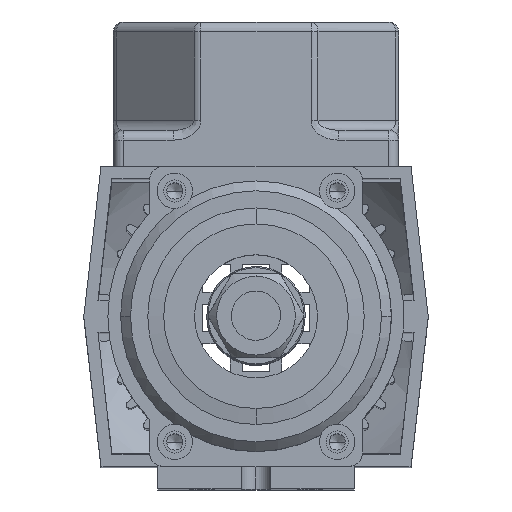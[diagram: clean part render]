
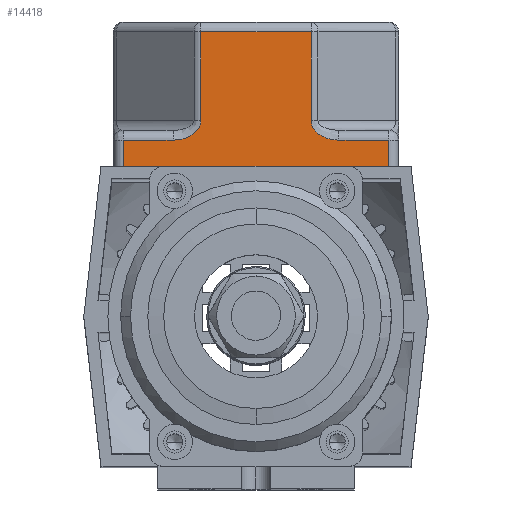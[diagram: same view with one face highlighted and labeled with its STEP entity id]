
A CAD part, top view. The second image highlights one B-rep face of the part: STEP entity #14418.
In plain terms, the highlighted face is planar.
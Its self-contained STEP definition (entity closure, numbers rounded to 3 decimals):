
#306 = CARTESIAN_POINT ( 'NONE',  ( 13.364, -29., 6.301 ) ) ;
#676 = VECTOR ( 'NONE', #19779, 1000. ) ;
#796 = DIRECTION ( 'NONE',  ( -1., 0., 0. ) ) ;
#1247 = CARTESIAN_POINT ( 'NONE',  ( -29., -29., 5.5 ) ) ;
#1860 = EDGE_CURVE ( 'NONE', #20693, #15471, #27155, .T. ) ;
#1879 = CARTESIAN_POINT ( 'NONE',  ( -11.184, -29., 27.5 ) ) ;
#1988 = ORIENTED_EDGE ( 'NONE', *, *, #15389, .F. ) ;
#2166 = VERTEX_POINT ( 'NONE', #11932 ) ;
#2227 = CARTESIAN_POINT ( 'NONE',  ( -11.331, -29., 8.453 ) ) ;
#2246 = CARTESIAN_POINT ( 'NONE',  ( 11.331, -29., 8.453 ) ) ;
#2319 = LINE ( 'NONE', #17831, #7264 ) ;
#2435 = CARTESIAN_POINT ( 'NONE',  ( 15.36, -29., 5.604 ) ) ;
#2491 = CARTESIAN_POINT ( 'NONE',  ( -29., -29., 29.5 ) ) ;
#2665 = VERTEX_POINT ( 'NONE', #25476 ) ;
#2838 = CARTESIAN_POINT ( 'NONE',  ( 11.184, -29., 29.5 ) ) ;
#3041 = EDGE_CURVE ( 'NONE', #15442, #2665, #26024, .T. ) ;
#3406 = ORIENTED_EDGE ( 'NONE', *, *, #18079, .F. ) ;
#4079 = CARTESIAN_POINT ( 'NONE',  ( 27., -29., 5.5 ) ) ;
#4539 = VERTEX_POINT ( 'NONE', #23031 ) ;
#4555 = CARTESIAN_POINT ( 'NONE',  ( 16.841, -29., 5.5 ) ) ;
#5730 = LINE ( 'NONE', #1247, #6736 ) ;
#6736 = VECTOR ( 'NONE', #22648, 1000. ) ;
#6900 = VERTEX_POINT ( 'NONE', #8358 ) ;
#7177 = VERTEX_POINT ( 'NONE', #15521 ) ;
#7264 = VECTOR ( 'NONE', #796, 1000. ) ;
#8315 = CARTESIAN_POINT ( 'NONE',  ( -13.364, -29., 6.301 ) ) ;
#8358 = CARTESIAN_POINT ( 'NONE',  ( 16.841, -29., 5.5 ) ) ;
#8502 = CARTESIAN_POINT ( 'NONE',  ( -16.1, -29., 5.5 ) ) ;
#8707 = CARTESIAN_POINT ( 'NONE',  ( 11.898, -29., 7.486 ) ) ;
#8717 = VECTOR ( 'NONE', #11196, 1000. ) ;
#9011 = LINE ( 'NONE', #19225, #16962 ) ;
#9245 = CARTESIAN_POINT ( 'NONE',  ( 11.184, -29., 27.5 ) ) ;
#9473 = LINE ( 'NONE', #10322, #10485 ) ;
#9621 = EDGE_CURVE ( 'NONE', #4539, #6900, #19790, .T. ) ;
#10322 = CARTESIAN_POINT ( 'NONE',  ( 27., -29., 29.5 ) ) ;
#10445 = CARTESIAN_POINT ( 'NONE',  ( -11.184, -29., 9.5 ) ) ;
#10485 = VECTOR ( 'NONE', #22984, 1000. ) ;
#10754 = CARTESIAN_POINT ( 'NONE',  ( 11.184, -29., 9.5 ) ) ;
#11196 = DIRECTION ( 'NONE',  ( 0., 0., 1. ) ) ;
#11561 = CARTESIAN_POINT ( 'NONE',  ( -16.841, -29., 5.5 ) ) ;
#11932 = CARTESIAN_POINT ( 'NONE',  ( -27., -29., 0. ) ) ;
#11972 = ORIENTED_EDGE ( 'NONE', *, *, #14666, .F. ) ;
#13054 = DIRECTION ( 'NONE',  ( 1., 0., 0. ) ) ;
#13107 = PLANE ( 'NONE',  #14080 ) ;
#13420 = ORIENTED_EDGE ( 'NONE', *, *, #9621, .F. ) ;
#13739 = ORIENTED_EDGE ( 'NONE', *, *, #14036, .F. ) ;
#14036 = EDGE_CURVE ( 'NONE', #2665, #20693, #21147, .T. ) ;
#14052 = ORIENTED_EDGE ( 'NONE', *, *, #1860, .F. ) ;
#14080 = AXIS2_PLACEMENT_3D ( 'NONE', #2491, #19555, #23743 ) ;
#14418 = ADVANCED_FACE ( 'NONE', ( #19083 ), #13107, .F. ) ;
#14486 = CARTESIAN_POINT ( 'NONE',  ( -11.184, -29., 8.976 ) ) ;
#14666 = EDGE_CURVE ( 'NONE', #20572, #23484, #9473, .T. ) ;
#15059 = CARTESIAN_POINT ( 'NONE',  ( 13.992, -29., 6.005 ) ) ;
#15389 = EDGE_CURVE ( 'NONE', #7177, #15442, #9011, .T. ) ;
#15442 = VERTEX_POINT ( 'NONE', #11561 ) ;
#15471 = VERTEX_POINT ( 'NONE', #9245 ) ;
#15521 = CARTESIAN_POINT ( 'NONE',  ( -27., -29., 5.5 ) ) ;
#16206 = ORIENTED_EDGE ( 'NONE', *, *, #21938, .F. ) ;
#16962 = VECTOR ( 'NONE', #13054, 1000. ) ;
#17181 = CARTESIAN_POINT ( 'NONE',  ( 16.1, -29., 5.5 ) ) ;
#17194 = VECTOR ( 'NONE', #19327, 1000. ) ;
#17544 = CARTESIAN_POINT ( 'NONE',  ( -27., -29., 29.5 ) ) ;
#17664 = CARTESIAN_POINT ( 'NONE',  ( -11.184, -29., 29.5 ) ) ;
#17831 = CARTESIAN_POINT ( 'NONE',  ( 0., -29., 0. ) ) ;
#17980 = ORIENTED_EDGE ( 'NONE', *, *, #19513, .F. ) ;
#18079 = EDGE_CURVE ( 'NONE', #2166, #7177, #27243, .T. ) ;
#19083 = FACE_OUTER_BOUND ( 'NONE', #20375, .T. ) ;
#19225 = CARTESIAN_POINT ( 'NONE',  ( -29., -29., 5.5 ) ) ;
#19327 = DIRECTION ( 'NONE',  ( 1., 0., 0. ) ) ;
#19513 = EDGE_CURVE ( 'NONE', #23484, #2166, #2319, .T. ) ;
#19555 = DIRECTION ( 'NONE',  ( 0., 1., 0. ) ) ;
#19779 = DIRECTION ( 'NONE',  ( 0., 0., 1. ) ) ;
#19790 = B_SPLINE_CURVE_WITH_KNOTS ( 'NONE', 3,
 ( #10754, #21176, #2246, #8707, #25618, #306, #15059, #2435, #17181, #4555 ),
 .UNSPECIFIED., .F., .F.,
 ( 4, 2, 2, 2, 4 ),
 ( 0., 0.25, 0.5, 0.75, 1. ),
 .UNSPECIFIED. ) ;
#20375 = EDGE_LOOP ( 'NONE', ( #3406, #17980, #11972, #20623, #13420, #16206, #14052, #13739, #24428, #1988 ) ) ;
#20491 = LINE ( 'NONE', #2838, #25486 ) ;
#20572 = VERTEX_POINT ( 'NONE', #4079 ) ;
#20623 = ORIENTED_EDGE ( 'NONE', *, *, #26171, .F. ) ;
#20693 = VERTEX_POINT ( 'NONE', #1879 ) ;
#20961 = CARTESIAN_POINT ( 'NONE',  ( -16.841, -29., 5.5 ) ) ;
#21147 = LINE ( 'NONE', #17664, #676 ) ;
#21176 = CARTESIAN_POINT ( 'NONE',  ( 11.184, -29., 8.976 ) ) ;
#21663 = CARTESIAN_POINT ( 'NONE',  ( -29., -29., 27.5 ) ) ;
#21938 = EDGE_CURVE ( 'NONE', #15471, #4539, #20491, .T. ) ;
#22648 = DIRECTION ( 'NONE',  ( 1., 0., 0. ) ) ;
#22984 = DIRECTION ( 'NONE',  ( 0., 0., -1. ) ) ;
#23005 = CARTESIAN_POINT ( 'NONE',  ( -12.317, -29., 7.042 ) ) ;
#23031 = CARTESIAN_POINT ( 'NONE',  ( 11.184, -29., 9.5 ) ) ;
#23099 = CARTESIAN_POINT ( 'NONE',  ( -13.992, -29., 6.005 ) ) ;
#23278 = CARTESIAN_POINT ( 'NONE',  ( -15.36, -29., 5.604 ) ) ;
#23484 = VERTEX_POINT ( 'NONE', #24780 ) ;
#23743 = DIRECTION ( 'NONE',  ( 0., 0., 1. ) ) ;
#23894 = DIRECTION ( 'NONE',  ( 0., 0., -1. ) ) ;
#24428 = ORIENTED_EDGE ( 'NONE', *, *, #3041, .F. ) ;
#24780 = CARTESIAN_POINT ( 'NONE',  ( 27., -29., 0. ) ) ;
#25476 = CARTESIAN_POINT ( 'NONE',  ( -11.184, -29., 9.5 ) ) ;
#25486 = VECTOR ( 'NONE', #23894, 1000. ) ;
#25618 = CARTESIAN_POINT ( 'NONE',  ( 12.317, -29., 7.042 ) ) ;
#26024 = B_SPLINE_CURVE_WITH_KNOTS ( 'NONE', 3,
 ( #20961, #8502, #23278, #23099, #8315, #23005, #27195, #2227, #14486, #10445 ),
 .UNSPECIFIED., .F., .F.,
 ( 4, 2, 2, 2, 4 ),
 ( 0., 0.25, 0.5, 0.75, 1. ),
 .UNSPECIFIED. ) ;
#26171 = EDGE_CURVE ( 'NONE', #6900, #20572, #5730, .T. ) ;
#27155 = LINE ( 'NONE', #21663, #17194 ) ;
#27195 = CARTESIAN_POINT ( 'NONE',  ( -11.898, -29., 7.486 ) ) ;
#27243 = LINE ( 'NONE', #17544, #8717 ) ;
